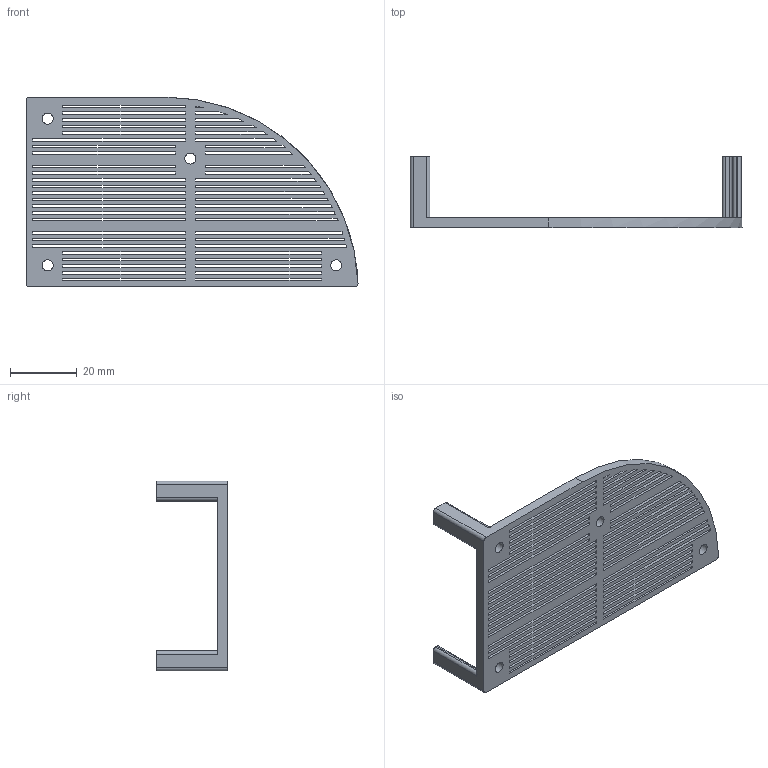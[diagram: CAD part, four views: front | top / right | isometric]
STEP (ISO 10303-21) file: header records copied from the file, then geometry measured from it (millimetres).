
FILE_DESCRIPTION(/* description */ (''),/* implementation_level */ '2;1');
FILE_NAME(/* name */ 'cover B.step',/* time_stamp */ '2022-12-11T11:11:20+08:00',/* author */ (''),/* organization */ (''),/* preprocessor_version */ 'ST-DEVELOPER v19.2',/* originating_system */ 'Autodesk Translation Framework v11.17.0.187',/* authorisation */ '');
FILE_SCHEMA (('AUTOMOTIVE_DESIGN { 1 0 10303 214 3 1 1 }'));
Length unit declared in the file: millimetre
Products named in the file (1): cover B
Bounding box: 99.66 x 21.45 x 57 mm (x, y, z)
Volume: 11673.9 mm3; surface area: 20411.2 mm2
Topology: 1 solids, 1 shells, 242 faces, 720 edges, 480 vertices
Faces by surface type: plane 198, cylinder 44
Full cylindrical faces by diameter (mm): 3.3 x4
Entity records: 8282 total; most frequent: CARTESIAN_POINT 1443, ORIENTED_EDGE 1440, DIRECTION 1295, EDGE_CURVE 720, LINE 631, VECTOR 631, VERTEX_POINT 480, EDGE_LOOP 350
